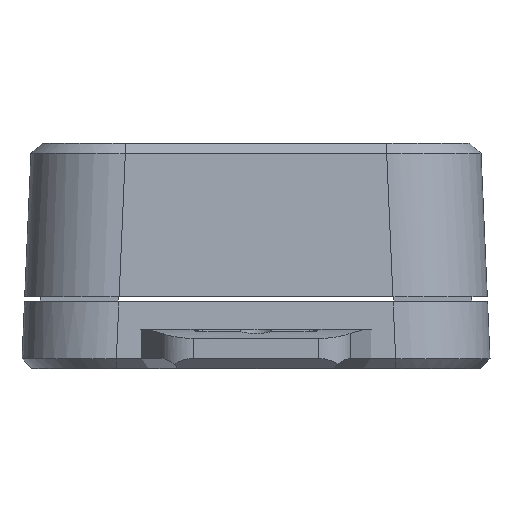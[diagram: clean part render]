
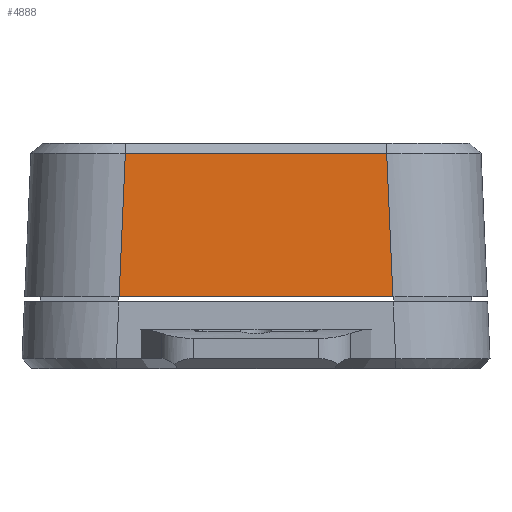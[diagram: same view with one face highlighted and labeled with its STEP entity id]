
A CAD part, front view. The second image highlights one B-rep face of the part: STEP entity #4888.
In plain terms, the highlighted planar face has unit normal (0, -0.999, 0.044).
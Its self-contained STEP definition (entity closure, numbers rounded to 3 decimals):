
#55 = CARTESIAN_POINT ( 'NONE',  ( -19.082, -24.024, 31.521 ) ) ;
#68 = FACE_OUTER_BOUND ( 'NONE', #1673, .T. ) ;
#468 = DIRECTION ( 'NONE',  ( -0.044, 0.044, 0.998 ) ) ;
#656 = DIRECTION ( 'NONE',  ( 0., -0.999, 0.044 ) ) ;
#973 = ORIENTED_EDGE ( 'NONE', *, *, #5966, .T. ) ;
#1436 = VERTEX_POINT ( 'NONE', #5537 ) ;
#1503 = VERTEX_POINT ( 'NONE', #2590 ) ;
#1673 = EDGE_LOOP ( 'NONE', ( #3935, #973, #1985, #1781 ) ) ;
#1781 = ORIENTED_EDGE ( 'NONE', *, *, #2896, .T. ) ;
#1956 = LINE ( 'NONE', #6481, #2313 ) ;
#1985 = ORIENTED_EDGE ( 'NONE', *, *, #3482, .T. ) ;
#2024 = DIRECTION ( 'NONE',  ( 1., 0., 0. ) ) ;
#2055 = DIRECTION ( 'NONE',  ( 0., -0.044, -0.999 ) ) ;
#2313 = VECTOR ( 'NONE', #468, 1000. ) ;
#2560 = CARTESIAN_POINT ( 'NONE',  ( 20.063, -24.94, 10.541 ) ) ;
#2590 = CARTESIAN_POINT ( 'NONE',  ( -19.147, -24.024, 31.521 ) ) ;
#2603 = LINE ( 'NONE', #55, #3675 ) ;
#2658 = AXIS2_PLACEMENT_3D ( 'NONE', #5065, #656, #2055 ) ;
#2679 = EDGE_CURVE ( 'NONE', #1503, #4151, #3885, .T. ) ;
#2896 = EDGE_CURVE ( 'NONE', #1436, #1503, #2603, .T. ) ;
#2975 = VECTOR ( 'NONE', #2024, 1000. ) ;
#3349 = DIRECTION ( 'NONE',  ( -0.044, -0.044, -0.998 ) ) ;
#3482 = EDGE_CURVE ( 'NONE', #4141, #1436, #1956, .T. ) ;
#3656 = PLANE ( 'NONE',  #2658 ) ;
#3675 = VECTOR ( 'NONE', #4670, 1000. ) ;
#3885 = LINE ( 'NONE', #6236, #6393 ) ;
#3935 = ORIENTED_EDGE ( 'NONE', *, *, #2679, .T. ) ;
#4040 = CARTESIAN_POINT ( 'NONE',  ( -34.353, -24.94, 10.541 ) ) ;
#4047 = CARTESIAN_POINT ( 'NONE',  ( -20.063, -24.94, 10.541 ) ) ;
#4141 = VERTEX_POINT ( 'NONE', #2560 ) ;
#4151 = VERTEX_POINT ( 'NONE', #4047 ) ;
#4670 = DIRECTION ( 'NONE',  ( -1., 0., 0. ) ) ;
#4888 = ADVANCED_FACE ( 'NONE', ( #68 ), #3656, .T. ) ;
#5065 = CARTESIAN_POINT ( 'NONE',  ( -34.353, -25.4, 0. ) ) ;
#5537 = CARTESIAN_POINT ( 'NONE',  ( 19.147, -24.024, 31.521 ) ) ;
#5929 = LINE ( 'NONE', #4040, #2975 ) ;
#5966 = EDGE_CURVE ( 'NONE', #4151, #4141, #5929, .T. ) ;
#6236 = CARTESIAN_POINT ( 'NONE',  ( -20.55, -25.426, -0.602 ) ) ;
#6393 = VECTOR ( 'NONE', #3349, 1000. ) ;
#6481 = CARTESIAN_POINT ( 'NONE',  ( 20.419, -25.296, 2.387 ) ) ;
